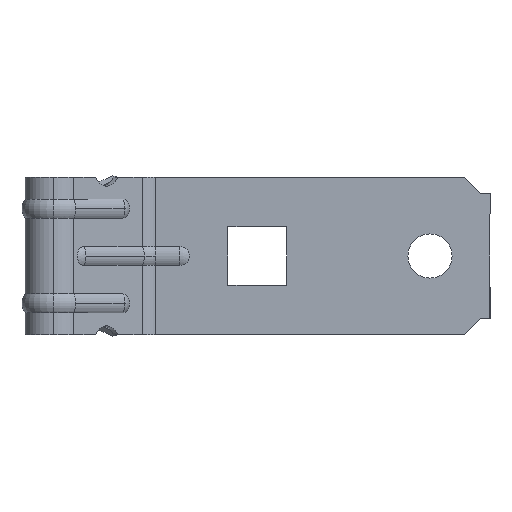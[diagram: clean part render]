
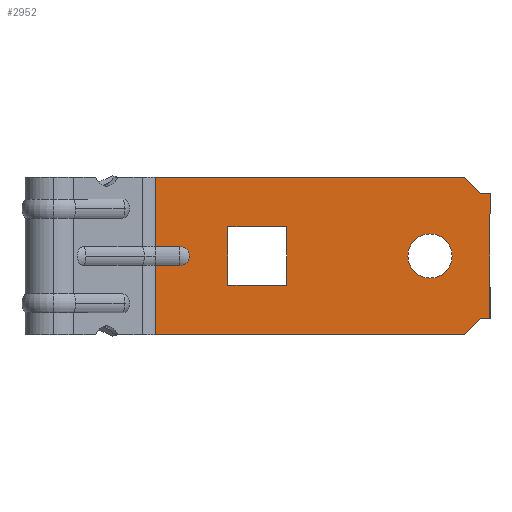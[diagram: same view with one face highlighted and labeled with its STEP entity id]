
A CAD part, left-side view. The second image highlights one B-rep face of the part: STEP entity #2952.
In plain terms, the highlighted planar face has unit normal (-1, 0, 0).
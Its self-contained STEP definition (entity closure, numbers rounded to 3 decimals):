
#53 = DIRECTION ( 'NONE',  ( 0., 1., 0. ) ) ;
#74 = CARTESIAN_POINT ( 'NONE',  ( 0., -52.7, -9.85 ) ) ;
#77 = FACE_OUTER_BOUND ( 'NONE', #2479, .T. ) ;
#87 = EDGE_CURVE ( 'NONE', #3708, #2090, #3414, .T. ) ;
#129 = LINE ( 'NONE', #1289, #3660 ) ;
#134 = DIRECTION ( 'NONE',  ( -1., 0., 0. ) ) ;
#143 = VECTOR ( 'NONE', #3621, 1000. ) ;
#166 = DIRECTION ( 'NONE',  ( 0., -1., 0. ) ) ;
#180 = ORIENTED_EDGE ( 'NONE', *, *, #2164, .T. ) ;
#198 = CIRCLE ( 'NONE', #3169, 1.5 ) ;
#204 = CARTESIAN_POINT ( 'NONE',  ( 0., -1.243, -12.5 ) ) ;
#224 = CARTESIAN_POINT ( 'NONE',  ( 0., -50.2, -12.5 ) ) ;
#238 = VERTEX_POINT ( 'NONE', #3261 ) ;
#257 = ORIENTED_EDGE ( 'NONE', *, *, #805, .F. ) ;
#280 = VECTOR ( 'NONE', #2573, 1000. ) ;
#328 = CARTESIAN_POINT ( 'NONE',  ( 0., -52.7, -9.85 ) ) ;
#336 = VERTEX_POINT ( 'NONE', #1620 ) ;
#373 = DIRECTION ( 'NONE',  ( -1., 0., 0. ) ) ;
#376 = CARTESIAN_POINT ( 'NONE',  ( 0., -12.7, -4.65 ) ) ;
#416 = PLANE ( 'NONE',  #1347 ) ;
#461 = CARTESIAN_POINT ( 'NONE',  ( 0., -1.243, 12.5 ) ) ;
#490 = CARTESIAN_POINT ( 'NONE',  ( 0., -5.1, 1.5 ) ) ;
#501 = CARTESIAN_POINT ( 'NONE',  ( 0., -22., -4.65 ) ) ;
#535 = VERTEX_POINT ( 'NONE', #869 ) ;
#595 = EDGE_CURVE ( 'NONE', #1880, #336, #1741, .T. ) ;
#604 = CARTESIAN_POINT ( 'NONE',  ( 0., -44.7, 3.5 ) ) ;
#623 = EDGE_LOOP ( 'NONE', ( #2253, #3094, #1807, #1892 ) ) ;
#636 = LINE ( 'NONE', #2049, #2131 ) ;
#637 = EDGE_CURVE ( 'NONE', #535, #3708, #1784, .T. ) ;
#647 = VERTEX_POINT ( 'NONE', #604 ) ;
#689 = LINE ( 'NONE', #1560, #690 ) ;
#690 = VECTOR ( 'NONE', #706, 1000. ) ;
#700 = FACE_BOUND ( 'NONE', #623, .T. ) ;
#701 = CARTESIAN_POINT ( 'NONE',  ( 0., -44.7, 0. ) ) ;
#706 = DIRECTION ( 'NONE',  ( 0., 0., -1. ) ) ;
#721 = VERTEX_POINT ( 'NONE', #957 ) ;
#783 = ORIENTED_EDGE ( 'NONE', *, *, #874, .F. ) ;
#801 = ORIENTED_EDGE ( 'NONE', *, *, #637, .F. ) ;
#805 = EDGE_CURVE ( 'NONE', #2568, #1729, #3317, .T. ) ;
#829 = CARTESIAN_POINT ( 'NONE',  ( 0., -50.2, -12.5 ) ) ;
#869 = CARTESIAN_POINT ( 'NONE',  ( 0., -54.2, -9.85 ) ) ;
#874 = EDGE_CURVE ( 'NONE', #1729, #1392, #3617, .T. ) ;
#894 = VERTEX_POINT ( 'NONE', #3014 ) ;
#895 = DIRECTION ( 'NONE',  ( 0., 0., -1. ) ) ;
#932 = VECTOR ( 'NONE', #986, 1000. ) ;
#951 = CARTESIAN_POINT ( 'NONE',  ( 0., -50.2, 12.5 ) ) ;
#957 = CARTESIAN_POINT ( 'NONE',  ( 0., -12.7, 4.65 ) ) ;
#959 = CARTESIAN_POINT ( 'NONE',  ( 0., -5.1, 0. ) ) ;
#986 = DIRECTION ( 'NONE',  ( 0., 0., -1. ) ) ;
#990 = ORIENTED_EDGE ( 'NONE', *, *, #3481, .T. ) ;
#1134 = EDGE_CURVE ( 'NONE', #3659, #647, #2963, .T. ) ;
#1212 = LINE ( 'NONE', #3254, #1543 ) ;
#1231 = VERTEX_POINT ( 'NONE', #490 ) ;
#1249 = DIRECTION ( 'NONE',  ( 0., 1., 0. ) ) ;
#1289 = CARTESIAN_POINT ( 'NONE',  ( 0., -12.7, 4.65 ) ) ;
#1347 = AXIS2_PLACEMENT_3D ( 'NONE', #2735, #134, #2453 ) ;
#1392 = VERTEX_POINT ( 'NONE', #2599 ) ;
#1422 = EDGE_CURVE ( 'NONE', #3297, #3735, #1212, .T. ) ;
#1530 = DIRECTION ( 'NONE',  ( 0., 0., 1. ) ) ;
#1543 = VECTOR ( 'NONE', #3760, 1000. ) ;
#1560 = CARTESIAN_POINT ( 'NONE',  ( 0., -54.2, 12.5 ) ) ;
#1606 = EDGE_CURVE ( 'NONE', #894, #721, #129, .T. ) ;
#1620 = CARTESIAN_POINT ( 'NONE',  ( 0., -1.243, -1.5 ) ) ;
#1658 = VECTOR ( 'NONE', #895, 1000. ) ;
#1682 = CARTESIAN_POINT ( 'NONE',  ( 0., -52.7, 9.85 ) ) ;
#1717 = ORIENTED_EDGE ( 'NONE', *, *, #1895, .F. ) ;
#1729 = VERTEX_POINT ( 'NONE', #1682 ) ;
#1736 = CARTESIAN_POINT ( 'NONE',  ( 0., 0., -12.5 ) ) ;
#1741 = LINE ( 'NONE', #2905, #3051 ) ;
#1751 = VECTOR ( 'NONE', #166, 1000. ) ;
#1766 = ORIENTED_EDGE ( 'NONE', *, *, #87, .F. ) ;
#1784 = LINE ( 'NONE', #74, #3540 ) ;
#1786 = CARTESIAN_POINT ( 'NONE',  ( 0., -22., -4.65 ) ) ;
#1797 = ORIENTED_EDGE ( 'NONE', *, *, #2687, .T. ) ;
#1807 = ORIENTED_EDGE ( 'NONE', *, *, #1422, .F. ) ;
#1824 = CIRCLE ( 'NONE', #2009, 3.5 ) ;
#1861 = ORIENTED_EDGE ( 'NONE', *, *, #2885, .T. ) ;
#1880 = VERTEX_POINT ( 'NONE', #3474 ) ;
#1892 = ORIENTED_EDGE ( 'NONE', *, *, #3640, .F. ) ;
#1895 = EDGE_CURVE ( 'NONE', #2090, #2843, #2960, .T. ) ;
#1906 = ORIENTED_EDGE ( 'NONE', *, *, #2713, .F. ) ;
#1988 = AXIS2_PLACEMENT_3D ( 'NONE', #701, #3590, #3349 ) ;
#1998 = EDGE_CURVE ( 'NONE', #1231, #238, #3035, .T. ) ;
#2009 = AXIS2_PLACEMENT_3D ( 'NONE', #2976, #373, #1530 ) ;
#2042 = VERTEX_POINT ( 'NONE', #3720 ) ;
#2049 = CARTESIAN_POINT ( 'NONE',  ( 0., 0., 12.5 ) ) ;
#2068 = DIRECTION ( 'NONE',  ( 0., 1., 0. ) ) ;
#2090 = VERTEX_POINT ( 'NONE', #829 ) ;
#2121 = ORIENTED_EDGE ( 'NONE', *, *, #2265, .F. ) ;
#2127 = DIRECTION ( 'NONE',  ( 0., 0., -1. ) ) ;
#2131 = VECTOR ( 'NONE', #1249, 1000. ) ;
#2146 = FACE_BOUND ( 'NONE', #2382, .T. ) ;
#2164 = EDGE_CURVE ( 'NONE', #2568, #2042, #636, .T. ) ;
#2180 = CARTESIAN_POINT ( 'NONE',  ( 0., -5.1, 1.5 ) ) ;
#2253 = ORIENTED_EDGE ( 'NONE', *, *, #1606, .F. ) ;
#2265 = EDGE_CURVE ( 'NONE', #647, #3659, #1824, .T. ) ;
#2337 = VECTOR ( 'NONE', #3132, 1000. ) ;
#2382 = EDGE_LOOP ( 'NONE', ( #2121, #2572 ) ) ;
#2441 = LINE ( 'NONE', #461, #932 ) ;
#2449 = DIRECTION ( 'NONE',  ( 0., 1., 0. ) ) ;
#2453 = DIRECTION ( 'NONE',  ( 0., 0., 1. ) ) ;
#2479 = EDGE_LOOP ( 'NONE', ( #2953, #1861, #3522, #990, #1717, #1766, #801, #1906, #783, #257, #180, #1797 ) ) ;
#2507 = EDGE_CURVE ( 'NONE', #3735, #894, #2824, .T. ) ;
#2568 = VERTEX_POINT ( 'NONE', #951 ) ;
#2572 = ORIENTED_EDGE ( 'NONE', *, *, #1134, .F. ) ;
#2573 = DIRECTION ( 'NONE',  ( 0., 0.686, -0.727 ) ) ;
#2599 = CARTESIAN_POINT ( 'NONE',  ( 0., -54.2, 9.85 ) ) ;
#2633 = CARTESIAN_POINT ( 'NONE',  ( 0., -44.7, -3.5 ) ) ;
#2687 = EDGE_CURVE ( 'NONE', #2042, #238, #2441, .T. ) ;
#2713 = EDGE_CURVE ( 'NONE', #1392, #535, #689, .T. ) ;
#2735 = CARTESIAN_POINT ( 'NONE',  ( 0., 0., 12.5 ) ) ;
#2754 = DIRECTION ( 'NONE',  ( 0., 1., 0. ) ) ;
#2767 = CARTESIAN_POINT ( 'NONE',  ( 0., -52.7, 9.85 ) ) ;
#2787 = LINE ( 'NONE', #2808, #143 ) ;
#2796 = VECTOR ( 'NONE', #2754, 1000. ) ;
#2808 = CARTESIAN_POINT ( 'NONE',  ( 0., -1.243, 12.5 ) ) ;
#2824 = LINE ( 'NONE', #501, #2337 ) ;
#2843 = VERTEX_POINT ( 'NONE', #204 ) ;
#2885 = EDGE_CURVE ( 'NONE', #1231, #1880, #198, .T. ) ;
#2900 = DIRECTION ( 'NONE',  ( 0., 1., 0. ) ) ;
#2905 = CARTESIAN_POINT ( 'NONE',  ( 0., -5.1, -1.5 ) ) ;
#2952 = ADVANCED_FACE ( 'NONE', ( #77, #700, #2146 ), #416, .T. ) ;
#2953 = ORIENTED_EDGE ( 'NONE', *, *, #1998, .F. ) ;
#2960 = LINE ( 'NONE', #1736, #3343 ) ;
#2963 = CIRCLE ( 'NONE', #1988, 3.5 ) ;
#2976 = CARTESIAN_POINT ( 'NONE',  ( 0., -44.7, 0. ) ) ;
#3014 = CARTESIAN_POINT ( 'NONE',  ( 0., -22., 4.65 ) ) ;
#3035 = LINE ( 'NONE', #2180, #2796 ) ;
#3051 = VECTOR ( 'NONE', #2068, 1000. ) ;
#3094 = ORIENTED_EDGE ( 'NONE', *, *, #2507, .F. ) ;
#3132 = DIRECTION ( 'NONE',  ( 0., 0., 1. ) ) ;
#3169 = AXIS2_PLACEMENT_3D ( 'NONE', #959, #3589, #2127 ) ;
#3254 = CARTESIAN_POINT ( 'NONE',  ( 0., -12.7, -4.65 ) ) ;
#3261 = CARTESIAN_POINT ( 'NONE',  ( 0., -1.243, 1.5 ) ) ;
#3297 = VERTEX_POINT ( 'NONE', #376 ) ;
#3317 = LINE ( 'NONE', #3637, #3627 ) ;
#3334 = DIRECTION ( 'NONE',  ( 0., -0.686, -0.727 ) ) ;
#3343 = VECTOR ( 'NONE', #2900, 1000. ) ;
#3349 = DIRECTION ( 'NONE',  ( 0., 0., 1. ) ) ;
#3414 = LINE ( 'NONE', #224, #280 ) ;
#3453 = CARTESIAN_POINT ( 'NONE',  ( 0., -12.7, -4.65 ) ) ;
#3474 = CARTESIAN_POINT ( 'NONE',  ( 0., -5.1, -1.5 ) ) ;
#3481 = EDGE_CURVE ( 'NONE', #336, #2843, #2787, .T. ) ;
#3522 = ORIENTED_EDGE ( 'NONE', *, *, #595, .T. ) ;
#3540 = VECTOR ( 'NONE', #53, 1000. ) ;
#3589 = DIRECTION ( 'NONE',  ( 1., 0., 0. ) ) ;
#3590 = DIRECTION ( 'NONE',  ( -1., 0., 0. ) ) ;
#3617 = LINE ( 'NONE', #2767, #1751 ) ;
#3621 = DIRECTION ( 'NONE',  ( 0., 0., -1. ) ) ;
#3627 = VECTOR ( 'NONE', #3334, 1000. ) ;
#3637 = CARTESIAN_POINT ( 'NONE',  ( 0., -50.2, 12.5 ) ) ;
#3640 = EDGE_CURVE ( 'NONE', #721, #3297, #3736, .T. ) ;
#3659 = VERTEX_POINT ( 'NONE', #2633 ) ;
#3660 = VECTOR ( 'NONE', #2449, 1000. ) ;
#3708 = VERTEX_POINT ( 'NONE', #328 ) ;
#3720 = CARTESIAN_POINT ( 'NONE',  ( 0., -1.243, 12.5 ) ) ;
#3735 = VERTEX_POINT ( 'NONE', #1786 ) ;
#3736 = LINE ( 'NONE', #3453, #1658 ) ;
#3760 = DIRECTION ( 'NONE',  ( 0., -1., 0. ) ) ;
